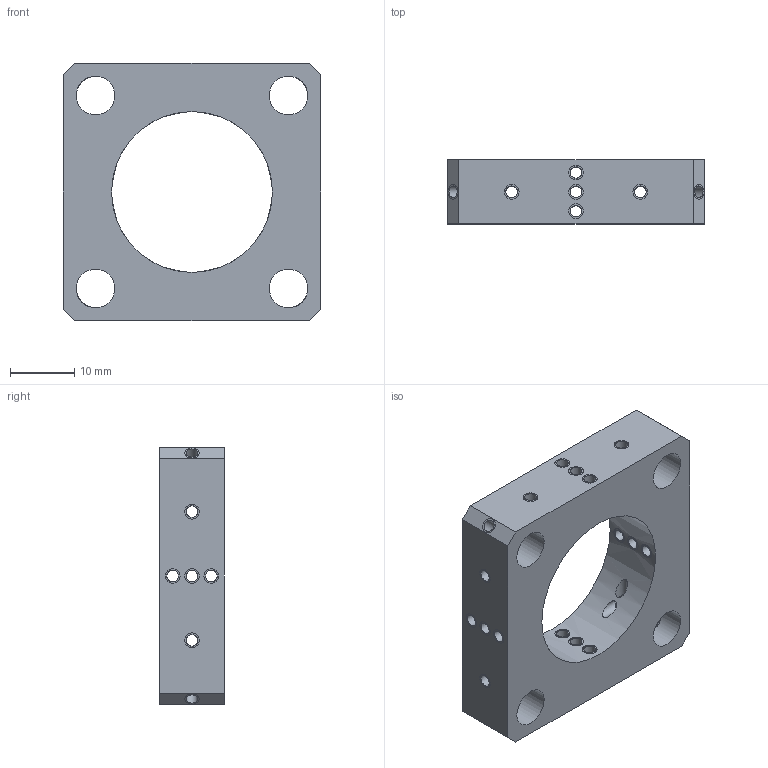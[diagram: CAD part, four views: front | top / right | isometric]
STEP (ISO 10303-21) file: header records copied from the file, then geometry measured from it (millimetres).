
FILE_DESCRIPTION(('FreeCAD Model'),'2;1');
FILE_NAME('Open CASCADE Shape Model','2024-12-24T13:58:17',('Author'),( ''),'Open CASCADE STEP processor 7.8','FreeCAD','Unknown');
FILE_SCHEMA(('AUTOMOTIVE_DESIGN { 1 0 10303 214 1 1 1 1 }'));
Length unit declared in the file: millimetre
Products named in the file (32): 00000602001; 00000602; GEWINDEHUELSE; GEWINDEHUELSE001; GEWINDEHUELSE002; GEWINDEHUELSE003; GEWINDEHUELSE004; GEWINDEHUELSE005; GEWINDEHUELSE006; GEWINDEHUELSE007; GEWINDEHUELSE008; GEWINDEHUELSE009; GEWINDEHUELSE010; GEWINDEHUELSE011; GEWINDEHUELSE014; GEWINDEHUELSE012; GEWINDEHUELSE013; GEWINDEHUELSE017; GEWINDEHUELSE015; GEWINDEHUELSE016; GEWINDEHUELSE020; GEWINDEHUELSE018; GEWINDEHUELSE019; GEWINDEHUELSE023; GEWINDEHUELSE021; GEWINDEHUELSE022; GEWINDEHUELSE026; GEWINDEHUELSE024; GEWINDEHUELSE025; GEWINDEHUELSE029; GEWINDEHUELSE027; GEWINDEHUELSE028
Assembly tree (31 placements, depth 3):
  00000602001
    00000602
    GEWINDEHUELSE
    GEWINDEHUELSE001
    GEWINDEHUELSE002
    GEWINDEHUELSE003
    GEWINDEHUELSE004
    GEWINDEHUELSE005
    GEWINDEHUELSE006
    GEWINDEHUELSE007
    GEWINDEHUELSE008
    GEWINDEHUELSE009
    GEWINDEHUELSE010
    GEWINDEHUELSE011
    GEWINDEHUELSE014
      GEWINDEHUELSE012
      GEWINDEHUELSE013
    GEWINDEHUELSE017
      GEWINDEHUELSE015
      GEWINDEHUELSE016
    GEWINDEHUELSE020
      GEWINDEHUELSE018
      GEWINDEHUELSE019
    GEWINDEHUELSE023
      GEWINDEHUELSE021
      GEWINDEHUELSE022
    GEWINDEHUELSE026
      GEWINDEHUELSE024
      GEWINDEHUELSE025
    GEWINDEHUELSE029
      GEWINDEHUELSE027
      GEWINDEHUELSE028
Bounding box: 40 x 10 x 40 mm (x, y, z)
Volume: 9388.7 mm3; surface area: 8230.2 mm2
Topology: 25 solids, 25 shells, 159 faces, 384 edges, 272 vertices
Faces by surface type: cylinder 109, plane 50
Full cylindrical faces by diameter (mm): 1.809 x40, 2.3 x48, 6 x4, 25 x1
Entity records: 19661 total; most frequent: CARTESIAN_POINT 15103, ORIENTED_EDGE 768, DIRECTION 754, EDGE_CURVE 384, AXIS2_PLACEMENT_3D 365, VERTEX_POINT 272, FACE_BOUND 270, EDGE_LOOP 270
